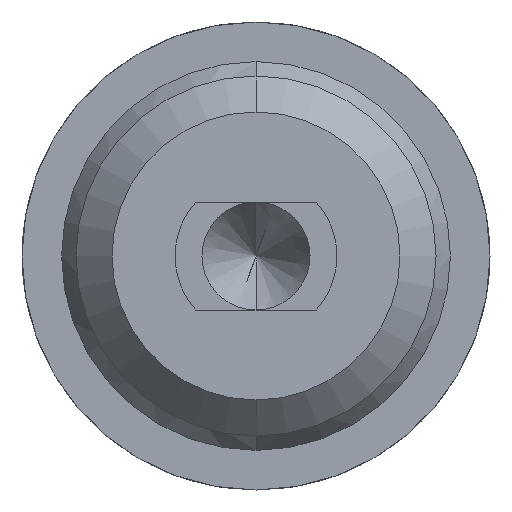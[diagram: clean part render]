
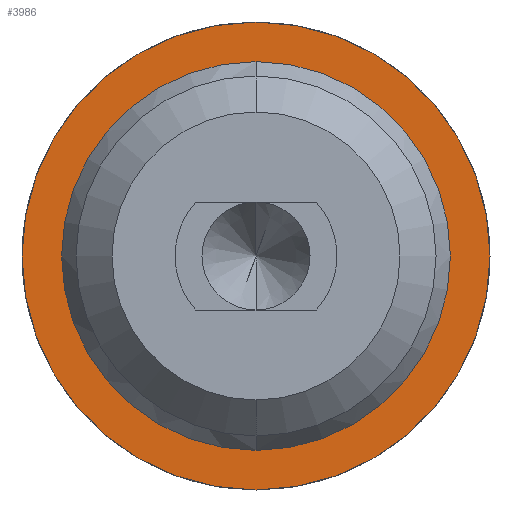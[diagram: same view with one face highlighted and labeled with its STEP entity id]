
A CAD part, front view. The second image highlights one B-rep face of the part: STEP entity #3986.
In plain terms, the highlighted planar face has unit normal (0, -1, 0).
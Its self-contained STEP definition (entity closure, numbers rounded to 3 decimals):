
#257 = VERTEX_POINT ( 'NONE', #1543 ) ;
#288 = EDGE_CURVE ( 'Defeature ausgef�hrt3_7+Defeature ausgef�hrt3_8+Defeature ausgef�hrt3_8+Defeature ausgef�hrt3_8', #3951, #1240, #368, .T. ) ;
#298 = CARTESIAN_POINT ( 'NONE',  ( 0., 27.9, 0. ) ) ;
#306 = ORIENTED_EDGE ( 'NONE', *, *, #406, .T. ) ;
#368 = CIRCLE ( 'NONE', #863, 1.3 ) ;
#406 = EDGE_CURVE ( 'Defeature ausgef�hrt3_7+Defeature ausgef�hrt3_8+Defeature ausgef�hrt3_8+Defeature ausgef�hrt3_8', #1240, #3951, #949, .T. ) ;
#414 = CARTESIAN_POINT ( 'NONE',  ( 0., 27.9, 0. ) ) ;
#455 = FACE_OUTER_BOUND ( 'NONE', #3969, .T. ) ;
#609 = CARTESIAN_POINT ( 'NONE',  ( 0., 27.9, 0. ) ) ;
#750 = AXIS2_PLACEMENT_3D ( 'NONE', #1291, #2073, #2195 ) ;
#771 = DIRECTION ( 'NONE',  ( 0., 0., -1. ) ) ;
#821 = DIRECTION ( 'NONE',  ( 0., -1., 0. ) ) ;
#863 = AXIS2_PLACEMENT_3D ( 'NONE', #414, #821, #771 ) ;
#913 = DIRECTION ( 'NONE',  ( 0., -1., 0. ) ) ;
#949 = CIRCLE ( 'NONE', #4099, 1.3 ) ;
#955 = EDGE_LOOP ( 'NONE', ( #4072, #2787 ) ) ;
#1163 = FACE_BOUND ( 'NONE', #955, .T. ) ;
#1240 = VERTEX_POINT ( 'NONE', #3639 ) ;
#1291 = CARTESIAN_POINT ( 'NONE',  ( 0., 27.9, 0. ) ) ;
#1436 = ORIENTED_EDGE ( 'NONE', *, *, #288, .T. ) ;
#1460 = DIRECTION ( 'NONE',  ( 0., -1., 0. ) ) ;
#1543 = CARTESIAN_POINT ( 'NONE',  ( 0., 27.9, -1.08 ) ) ;
#1863 = VERTEX_POINT ( 'NONE', #3894 ) ;
#1875 = PLANE ( 'NONE',  #2361 ) ;
#2073 = DIRECTION ( 'NONE',  ( 0., -1., 0. ) ) ;
#2139 = CIRCLE ( 'NONE', #2462, 1.08 ) ;
#2195 = DIRECTION ( 'NONE',  ( 0., 0., -1. ) ) ;
#2249 = DIRECTION ( 'NONE',  ( 0., 0., -1. ) ) ;
#2361 = AXIS2_PLACEMENT_3D ( 'NONE', #4233, #1460, #2249 ) ;
#2462 = AXIS2_PLACEMENT_3D ( 'NONE', #609, #3344, #3781 ) ;
#2643 = EDGE_CURVE ( 'Defeature ausgef�hrt3_6+Defeature ausgef�hrt3_7+Defeature ausgef�hrt3_7+Defeature ausgef�hrt3_7', #1863, #257, #2139, .T. ) ;
#2787 = ORIENTED_EDGE ( 'NONE', *, *, #2643, .F. ) ;
#2920 = EDGE_CURVE ( 'Defeature ausgef�hrt3_6+Defeature ausgef�hrt3_7+Defeature ausgef�hrt3_7+Defeature ausgef�hrt3_7', #257, #1863, #3695, .T. ) ;
#3344 = DIRECTION ( 'NONE',  ( 0., -1., 0. ) ) ;
#3639 = CARTESIAN_POINT ( 'NONE',  ( 0., 27.9, 1.3 ) ) ;
#3643 = DIRECTION ( 'NONE',  ( 0., 0., -1. ) ) ;
#3695 = CIRCLE ( 'NONE', #750, 1.08 ) ;
#3781 = DIRECTION ( 'NONE',  ( 0., 0., -1. ) ) ;
#3894 = CARTESIAN_POINT ( 'NONE',  ( 0., 27.9, 1.08 ) ) ;
#3951 = VERTEX_POINT ( 'NONE', #4592 ) ;
#3969 = EDGE_LOOP ( 'NONE', ( #1436, #306 ) ) ;
#3986 = ADVANCED_FACE ( 'Defeature ausgef�hrt3_7', ( #455, #1163 ), #1875, .T. ) ;
#4072 = ORIENTED_EDGE ( 'NONE', *, *, #2920, .F. ) ;
#4099 = AXIS2_PLACEMENT_3D ( 'NONE', #298, #913, #3643 ) ;
#4233 = CARTESIAN_POINT ( 'NONE',  ( 1.08, 27.9, 0. ) ) ;
#4592 = CARTESIAN_POINT ( 'NONE',  ( 0., 27.9, -1.3 ) ) ;
